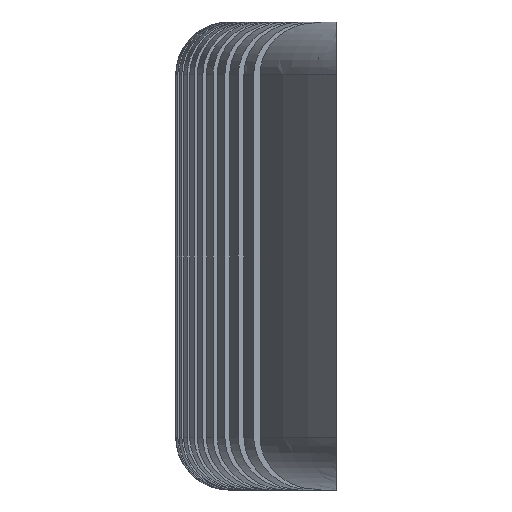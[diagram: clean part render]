
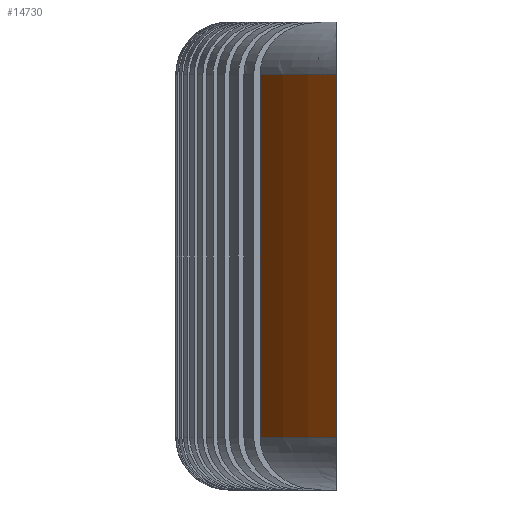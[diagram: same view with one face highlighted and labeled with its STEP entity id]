
A CAD part, left-side view. The second image highlights one B-rep face of the part: STEP entity #14730.
In plain terms, the highlighted cylindrical face has radius 489.753 mm (diameter 979.506 mm), a partial arc.
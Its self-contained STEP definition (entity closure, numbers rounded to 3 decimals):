
#333 = DIRECTION ( 'NONE',  ( 0., 0., 1. ) ) ;
#334 = DIRECTION ( 'NONE',  ( 0., 0., -1. ) ) ;
#738 = CARTESIAN_POINT ( 'NONE',  ( 20.196, 43.23, -192.718 ) ) ;
#1718 = DIRECTION ( 'NONE',  ( 0., 0., 1. ) ) ;
#1899 = EDGE_CURVE ( 'NONE', #20088, #11855, #13645, .T. ) ;
#1927 = DIRECTION ( 'NONE',  ( 1., 0., 0. ) ) ;
#2493 = EDGE_LOOP ( 'NONE', ( #18302, #10545, #12264, #17753 ) ) ;
#3698 = VECTOR ( 'NONE', #17049, 1000. ) ;
#3762 = CARTESIAN_POINT ( 'NONE',  ( -52.605, 0., -192.718 ) ) ;
#5610 = LINE ( 'NONE', #12818, #13512 ) ;
#6084 = CIRCLE ( 'NONE', #12303, 489.753 ) ;
#7227 = VERTEX_POINT ( 'NONE', #738 ) ;
#7803 = EDGE_CURVE ( 'NONE', #11855, #7227, #7940, .T. ) ;
#7940 = LINE ( 'NONE', #13830, #3698 ) ;
#8365 = CARTESIAN_POINT ( 'NONE',  ( 232.918, -397.913, -222.718 ) ) ;
#9297 = CYLINDRICAL_SURFACE ( 'NONE', #18711, 489.753 ) ;
#9860 = CARTESIAN_POINT ( 'NONE',  ( 232.918, -397.913, -192.718 ) ) ;
#9861 = CARTESIAN_POINT ( 'NONE',  ( 232.918, -397.913, 12.282 ) ) ;
#10504 = EDGE_CURVE ( 'NONE', #12244, #20088, #5610, .T. ) ;
#10545 = ORIENTED_EDGE ( 'NONE', *, *, #7803, .T. ) ;
#11434 = DIRECTION ( 'NONE',  ( 1., 0., 0. ) ) ;
#11436 = DIRECTION ( 'NONE',  ( -1., 0., 0. ) ) ;
#11501 = DIRECTION ( 'NONE',  ( 0., 0., 1. ) ) ;
#11855 = VERTEX_POINT ( 'NONE', #13655 ) ;
#12244 = VERTEX_POINT ( 'NONE', #3762 ) ;
#12264 = ORIENTED_EDGE ( 'NONE', *, *, #14705, .T. ) ;
#12303 = AXIS2_PLACEMENT_3D ( 'NONE', #9860, #333, #11434 ) ;
#12818 = CARTESIAN_POINT ( 'NONE',  ( -52.605, 0., -222.718 ) ) ;
#13512 = VECTOR ( 'NONE', #1718, 1000. ) ;
#13645 = CIRCLE ( 'NONE', #18974, 489.753 ) ;
#13655 = CARTESIAN_POINT ( 'NONE',  ( 20.196, 43.23, 12.282 ) ) ;
#13830 = CARTESIAN_POINT ( 'NONE',  ( 20.196, 43.23, -222.718 ) ) ;
#14705 = EDGE_CURVE ( 'NONE', #7227, #12244, #6084, .T. ) ;
#14730 = ADVANCED_FACE ( 'NONE', ( #17747 ), #9297, .T. ) ;
#17049 = DIRECTION ( 'NONE',  ( 0., 0., -1. ) ) ;
#17747 = FACE_OUTER_BOUND ( 'NONE', #2493, .T. ) ;
#17753 = ORIENTED_EDGE ( 'NONE', *, *, #10504, .T. ) ;
#18302 = ORIENTED_EDGE ( 'NONE', *, *, #1899, .T. ) ;
#18711 = AXIS2_PLACEMENT_3D ( 'NONE', #8365, #11501, #1927 ) ;
#18974 = AXIS2_PLACEMENT_3D ( 'NONE', #9861, #334, #11436 ) ;
#19586 = CARTESIAN_POINT ( 'NONE',  ( -52.605, 0., 12.282 ) ) ;
#20088 = VERTEX_POINT ( 'NONE', #19586 ) ;
